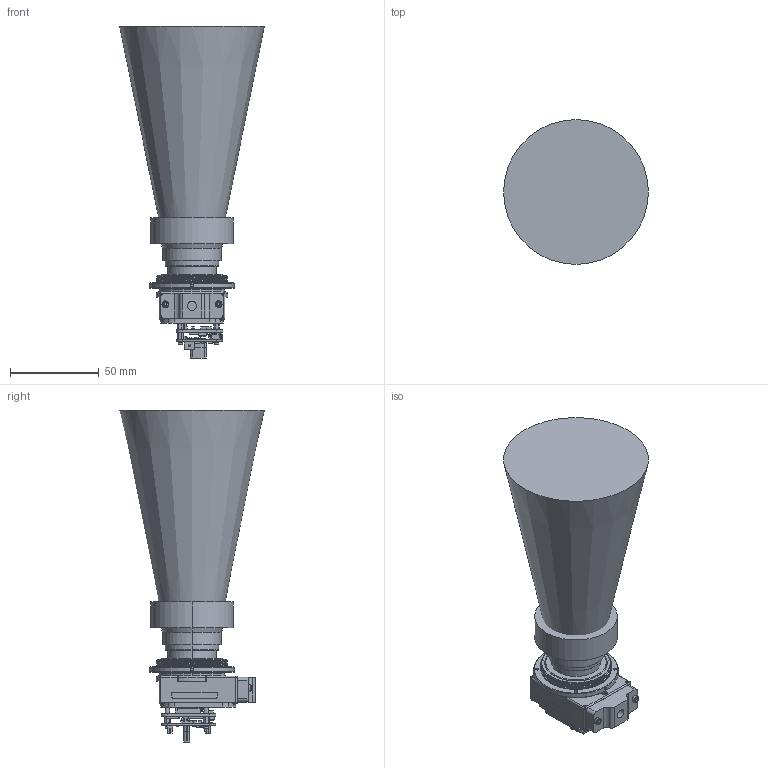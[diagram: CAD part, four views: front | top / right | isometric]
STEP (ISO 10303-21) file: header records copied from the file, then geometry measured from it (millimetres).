
FILE_DESCRIPTION (( 'STEP AP203' ), '1' );
FILE_NAME ('20-70101, Mechanical ICD, Viento HD10, 18 deg HFOV, 40mm, USB.STEP', '2025-07-16T20:45:57', ( '' ), ( '' ), 'SwSTEP 2.0', 'SolidWorks 2025', '' );
FILE_SCHEMA (( 'CONFIG_CONTROL_DESIGN' ));
Products named in the file (1): 20-70101, Mechanical ICD, Viento HD10, 18 deg HFOV, 40mm, USB
Bounding box: 81.47 x 81.47 x 186.88 mm (x, y, z)
Volume: 388360.9 mm3; surface area: 65599.3 mm2
Topology: 14 solids, 18 shells, 1769 faces, 4689 edges, 3078 vertices
Faces by surface type: plane 1114, cylinder 349, cone 160, bspline 103, torus 31, sphere 12
Full cylindrical faces by diameter (mm): 0.203 x3, 0.432 x2, 0.508 x3, 0.6 x12, 0.75 x2, 0.864 x3, 1.2 x2, 1.6 x6, 1.727 x8, 1.9 x4, 2.4 x2, 2.438 x2, 3.8 x2, 5.105 x1, 47.498 x1
Entity records: 84593 total; most frequent: CARTESIAN_POINT 41909, ORIENTED_EDGE 9088, DIRECTION 8233, EDGE_CURVE 4544, LINE 3075, VECTOR 3075, VERTEX_POINT 3039, AXIS2_PLACEMENT_3D 2579
